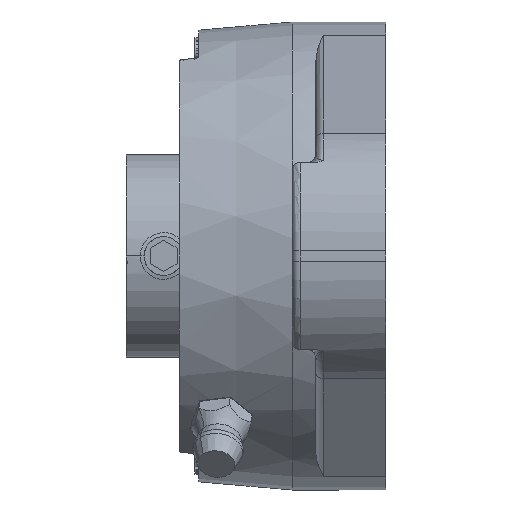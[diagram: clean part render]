
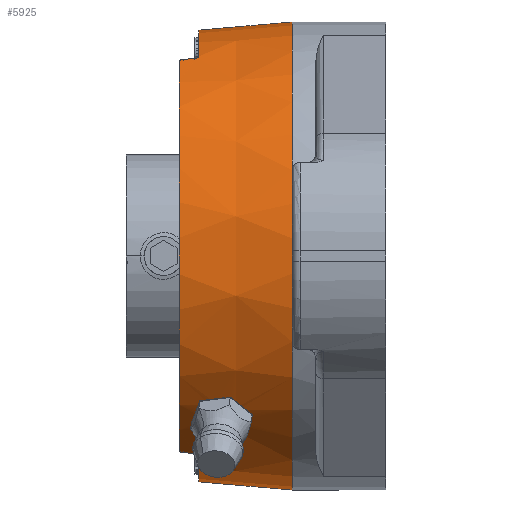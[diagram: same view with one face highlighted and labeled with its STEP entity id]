
A CAD part, left-side view. The second image highlights one B-rep face of the part: STEP entity #5925.
In plain terms, the highlighted conical face has half-angle 5 degrees and reference radius 29.366 mm.
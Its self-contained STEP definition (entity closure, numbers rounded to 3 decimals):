
#237=CARTESIAN_POINT('',(0.,6.,0.));
#238=DIRECTION('',(0.,1.,0.));
#239=DIRECTION('',(-0.93,0.,-0.367));
#240=AXIS2_PLACEMENT_3D('',#237,#238,#239);
#301=CARTESIAN_POINT('',(0.,6.,0.));
#302=DIRECTION('',(0.,1.,0.));
#303=DIRECTION('',(0.,0.,-1.));
#304=AXIS2_PLACEMENT_3D('',#301,#302,#303);
#466=CARTESIAN_POINT('',(0.,6.,0.));
#467=DIRECTION('',(0.,1.,0.));
#468=DIRECTION('',(-0.93,0.,0.367));
#469=AXIS2_PLACEMENT_3D('',#466,#467,#468);
#723=CARTESIAN_POINT('',(-18.813,14.991,-22.349));
#724=CARTESIAN_POINT('',(-18.828,14.755,-22.364));
#725=CARTESIAN_POINT('',(-18.909,14.283,-22.349));
#726=CARTESIAN_POINT('',(-19.178,13.63,-22.195));
#727=CARTESIAN_POINT('',(-19.569,13.089,-21.917));
#728=CARTESIAN_POINT('',(-20.043,12.702,-21.531));
#729=CARTESIAN_POINT('',(-20.557,12.501,-21.066));
#730=CARTESIAN_POINT('',(-21.066,12.501,-20.557));
#731=CARTESIAN_POINT('',(-21.531,12.702,-20.043));
#732=CARTESIAN_POINT('',(-21.917,13.089,-19.569));
#733=CARTESIAN_POINT('',(-22.195,13.63,-19.178));
#734=CARTESIAN_POINT('',(-22.349,14.283,-18.909));
#735=CARTESIAN_POINT('',(-22.364,14.755,-18.828));
#736=CARTESIAN_POINT('',(-22.349,14.991,-18.813));
#738=CARTESIAN_POINT('',(-22.349,14.991,-18.813));
#739=CARTESIAN_POINT('',(-22.334,15.228,-18.799));
#740=CARTESIAN_POINT('',(-22.26,15.704,-18.822));
#741=CARTESIAN_POINT('',(-22.024,16.36,-19.011));
#742=CARTESIAN_POINT('',(-21.679,16.905,-19.334));
#743=CARTESIAN_POINT('',(-21.246,17.295,-19.759));
#744=CARTESIAN_POINT('',(-20.757,17.499,-20.248));
#745=CARTESIAN_POINT('',(-20.248,17.499,-20.757));
#746=CARTESIAN_POINT('',(-19.759,17.295,-21.246));
#747=CARTESIAN_POINT('',(-19.334,16.905,-21.679));
#748=CARTESIAN_POINT('',(-19.011,16.36,-22.024));
#749=CARTESIAN_POINT('',(-18.822,15.704,-22.26));
#750=CARTESIAN_POINT('',(-18.799,15.228,-22.334));
#751=CARTESIAN_POINT('',(-18.813,14.991,-22.349));
#753=CARTESIAN_POINT('',(-13.858,20.,25.218));
#754=CARTESIAN_POINT('',(-13.854,20.065,25.214));
#755=CARTESIAN_POINT('',(-13.87,20.196,25.192));
#756=CARTESIAN_POINT('',(-13.959,20.363,25.126));
#757=CARTESIAN_POINT('',(-14.101,20.474,25.036));
#758=CARTESIAN_POINT('',(-14.215,20.5,24.969));
#759=CARTESIAN_POINT('',(-14.273,20.5,24.935));
#761=CARTESIAN_POINT('',(-13.944,18.5,25.321));
#762=CARTESIAN_POINT('',(-13.93,18.75,25.304));
#763=CARTESIAN_POINT('',(-13.901,19.251,25.27));
#764=CARTESIAN_POINT('',(-13.872,19.75,25.235));
#765=CARTESIAN_POINT('',(-13.858,20.,25.218));
#767=CARTESIAN_POINT('',(0.,18.,0.));
#768=DIRECTION('',(0.,1.,0.));
#769=DIRECTION('',(-0.467,0.,0.884));
#770=AXIS2_PLACEMENT_3D('',#767,#768,#769);
#772=CARTESIAN_POINT('',(0.,18.,0.));
#773=DIRECTION('',(0.,1.,0.));
#774=DIRECTION('',(0.,0.,-1.));
#775=AXIS2_PLACEMENT_3D('',#772,#773,#774);
#777=CARTESIAN_POINT('',(-13.858,20.,-25.218));
#778=CARTESIAN_POINT('',(-13.872,19.75,-25.235));
#779=CARTESIAN_POINT('',(-13.901,19.251,-25.27));
#780=CARTESIAN_POINT('',(-13.93,18.75,-25.304));
#781=CARTESIAN_POINT('',(-13.944,18.5,-25.321));
#783=CARTESIAN_POINT('',(-14.273,20.5,-24.935));
#784=CARTESIAN_POINT('',(-14.215,20.5,-24.969));
#785=CARTESIAN_POINT('',(-14.101,20.474,-25.036));
#786=CARTESIAN_POINT('',(-13.959,20.363,-25.126));
#787=CARTESIAN_POINT('',(-13.87,20.196,-25.192));
#788=CARTESIAN_POINT('',(-13.854,20.065,-25.214));
#789=CARTESIAN_POINT('',(-13.858,20.,-25.218));
#3469=CARTESIAN_POINT('',(-13.523,18.,25.598));
#3470=CARTESIAN_POINT('',(-13.583,18.,25.566));
#3471=CARTESIAN_POINT('',(-13.699,18.026,25.501));
#3472=CARTESIAN_POINT('',(-13.842,18.138,25.413));
#3473=CARTESIAN_POINT('',(-13.932,18.305,25.347));
#3474=CARTESIAN_POINT('',(-13.948,18.435,25.325));
#3475=CARTESIAN_POINT('',(-13.944,18.5,25.321));
#3499=CARTESIAN_POINT('',(0.,20.5,0.));
#3500=DIRECTION('',(0.,1.,0.));
#3501=DIRECTION('',(-0.497,0.,-0.868));
#3502=AXIS2_PLACEMENT_3D('',#3499,#3500,#3501);
#3539=CARTESIAN_POINT('',(-13.944,18.5,-25.321));
#3540=CARTESIAN_POINT('',(-13.948,18.435,
-25.325));
#3541=CARTESIAN_POINT('',(-13.932,18.305,
-25.347));
#3542=CARTESIAN_POINT('',(-13.842,18.138,
-25.413));
#3543=CARTESIAN_POINT('',(-13.699,18.026,
-25.501));
#3544=CARTESIAN_POINT('',(-13.583,18.,-25.566));
#3545=CARTESIAN_POINT('',(-13.523,18.,-25.598));
#3652=DIRECTION('',(0.,-0.996,-0.087));
#3653=VECTOR('',#3652,12.046);
#3654=CARTESIAN_POINT('',(0.,18.,-28.95));
#3655=LINE('',#3654,#3653);
#3656=DIRECTION('',(0.,-0.996,0.087));
#3657=VECTOR('',#3656,12.046);
#3658=CARTESIAN_POINT('',(0.,18.,28.95));
#3659=LINE('',#3658,#3657);
#3882=VERTEX_POINT('',#723);
#3883=VERTEX_POINT('',#736);
#3987=CARTESIAN_POINT('',(-27.911,6.,11.));
#3989=VERTEX_POINT('',#3987);
#4002=CARTESIAN_POINT('',(-27.911,6.,-11.));
#4003=VERTEX_POINT('',#4002);
#4040=CARTESIAN_POINT('',(0.,6.,-30.));
#4041=VERTEX_POINT('',#4040);
#4042=CARTESIAN_POINT('',(0.,6.,30.));
#4043=VERTEX_POINT('',#4042);
#4096=CARTESIAN_POINT('',(0.,18.,-28.95));
#4097=VERTEX_POINT('',#4096);
#4098=CARTESIAN_POINT('',(0.,18.,28.95));
#4099=VERTEX_POINT('',#4098);
#4840=CARTESIAN_POINT('',(-13.944,18.5,25.321));
#4842=VERTEX_POINT('',#4840);
#4844=CARTESIAN_POINT('',(-13.523,18.,25.598));
#4846=VERTEX_POINT('',#4844);
#4849=CARTESIAN_POINT('',(-13.523,18.,-25.598));
#4851=VERTEX_POINT('',#4849);
#4853=CARTESIAN_POINT('',(-13.944,18.5,-25.321));
#4855=VERTEX_POINT('',#4853);
#4872=VERTEX_POINT('',#753);
#4873=VERTEX_POINT('',#759);
#4878=VERTEX_POINT('',#783);
#4879=VERTEX_POINT('',#789);
#5887=CARTESIAN_POINT('',(0.,13.25,0.));
#5888=DIRECTION('',(0.,-1.,0.));
#5889=DIRECTION('',(0.,0.,1.));
#5890=AXIS2_PLACEMENT_3D('',#5887,#5888,#5889);
#5891=CONICAL_SURFACE('',#5890,29.366,5.);
#5893=ORIENTED_EDGE('',*,*,#5892,.F.);
#5895=ORIENTED_EDGE('',*,*,#5894,.F.);
#5897=ORIENTED_EDGE('',*,*,#5896,.F.);
#5899=ORIENTED_EDGE('',*,*,#5898,.T.);
#5901=ORIENTED_EDGE('',*,*,#5900,.T.);
#5902=ORIENTED_EDGE('',*,*,#5498,.F.);
#5903=ORIENTED_EDGE('',*,*,#5144,.F.);
#5904=ORIENTED_EDGE('',*,*,#5275,.F.);
#5906=ORIENTED_EDGE('',*,*,#5905,.F.);
#5908=ORIENTED_EDGE('',*,*,#5907,.T.);
#5910=ORIENTED_EDGE('',*,*,#5909,.F.);
#5912=ORIENTED_EDGE('',*,*,#5911,.F.);
#5914=ORIENTED_EDGE('',*,*,#5913,.F.);
#5916=ORIENTED_EDGE('',*,*,#5915,.T.);
#5917=EDGE_LOOP('',(#5893,#5895,#5897,#5899,#5901,#5902,#5903,#5904,#5906,#5908,
#5910,#5912,#5914,#5916));
#5918=FACE_OUTER_BOUND('',#5917,.F.);
#5920=ORIENTED_EDGE('',*,*,#5919,.T.);
#5922=ORIENTED_EDGE('',*,*,#5921,.T.);
#5923=EDGE_LOOP('',(#5920,#5922));
#5924=FACE_BOUND('',#5923,.F.);
#5925=ADVANCED_FACE('',(#5918,#5924),#5891,.T.);
#241=CIRCLE('',#240,30.);
#305=CIRCLE('',#304,30.);
#470=CIRCLE('',#469,30.);
#737=B_SPLINE_CURVE_WITH_KNOTS('',3,(#723,#724,#725,#726,#727,#728,#729,#730,
#731,#732,#733,#734,#735,#736),.UNSPECIFIED.,.F.,.F.,(4,1,1,1,1,1,1,1,1,1,1,4),(
0.,0.091,0.182,0.273,0.364,
0.455,0.545,0.636,0.727,
0.818,0.909,1.),.UNSPECIFIED.);
#752=B_SPLINE_CURVE_WITH_KNOTS('',3,(#738,#739,#740,#741,#742,#743,#744,#745,
#746,#747,#748,#749,#750,#751),.UNSPECIFIED.,.F.,.F.,(4,1,1,1,1,1,1,1,1,1,1,4),(
0.,0.091,0.182,0.273,0.364,
0.455,0.545,0.636,0.727,
0.818,0.909,1.),.UNSPECIFIED.);
#760=B_SPLINE_CURVE_WITH_KNOTS('',3,(#753,#754,#755,#756,#757,#758,#759),
.UNSPECIFIED.,.F.,.F.,(4,1,1,1,4),(0.,0.25,0.5,0.75,1.),
.UNSPECIFIED.);
#766=B_SPLINE_CURVE_WITH_KNOTS('',3,(#761,#762,#763,#764,#765),.UNSPECIFIED.,
.F.,.F.,(4,1,4),(0.,0.5,1.),.UNSPECIFIED.);
#771=CIRCLE('',#770,28.95);
#776=CIRCLE('',#775,28.95);
#782=B_SPLINE_CURVE_WITH_KNOTS('',3,(#777,#778,#779,#780,#781),.UNSPECIFIED.,
.F.,.F.,(4,1,4),(0.,0.5,1.),.UNSPECIFIED.);
#790=B_SPLINE_CURVE_WITH_KNOTS('',3,(#783,#784,#785,#786,#787,#788,#789),
.UNSPECIFIED.,.F.,.F.,(4,1,1,1,4),(0.,0.25,0.5,0.75,1.),
.UNSPECIFIED.);
#3476=B_SPLINE_CURVE_WITH_KNOTS('',3,(#3469,#3470,#3471,#3472,#3473,#3474,
#3475),.UNSPECIFIED.,.F.,.F.,(4,1,1,1,4),(0.,0.25,0.5,0.75,1.),
.UNSPECIFIED.);
#3503=CIRCLE('',#3502,28.731);
#3546=B_SPLINE_CURVE_WITH_KNOTS('',3,(#3539,#3540,#3541,#3542,#3543,#3544,
#3545),.UNSPECIFIED.,.F.,.F.,(4,1,1,1,4),(0.,0.25,0.5,0.75,1.),
.UNSPECIFIED.);
#5144=EDGE_CURVE('',#4003,#3989,#241,.T.);
#5275=EDGE_CURVE('',#4041,#4003,#305,.T.);
#5498=EDGE_CURVE('',#3989,#4043,#470,.T.);
#5892=EDGE_CURVE('',#4872,#4873,#760,.T.);
#5894=EDGE_CURVE('',#4842,#4872,#766,.T.);
#5896=EDGE_CURVE('',#4846,#4842,#3476,.T.);
#5898=EDGE_CURVE('',#4846,#4099,#771,.T.);
#5900=EDGE_CURVE('',#4099,#4043,#3659,.T.);
#5905=EDGE_CURVE('',#4097,#4041,#3655,.T.);
#5907=EDGE_CURVE('',#4097,#4851,#776,.T.);
#5909=EDGE_CURVE('',#4855,#4851,#3546,.T.);
#5911=EDGE_CURVE('',#4879,#4855,#782,.T.);
#5913=EDGE_CURVE('',#4878,#4879,#790,.T.);
#5915=EDGE_CURVE('',#4878,#4873,#3503,.T.);
#5919=EDGE_CURVE('',#3882,#3883,#737,.T.);
#5921=EDGE_CURVE('',#3883,#3882,#752,.T.);
